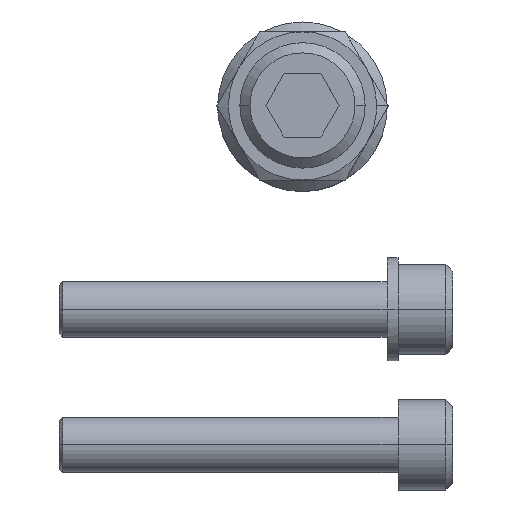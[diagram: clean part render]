
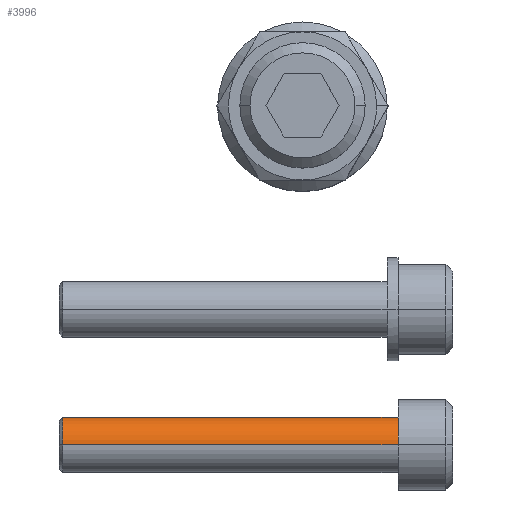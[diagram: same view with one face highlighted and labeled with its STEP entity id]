
A CAD part, top view. The second image highlights one B-rep face of the part: STEP entity #3996.
In plain terms, the highlighted cylindrical face has radius 2.083 mm (diameter 4.166 mm), a partial arc.
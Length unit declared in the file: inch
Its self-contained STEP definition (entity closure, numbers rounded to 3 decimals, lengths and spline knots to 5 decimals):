
#106 = VERTEX_POINT ( 'NONE', #4154 ) ;
#117 = VERTEX_POINT ( 'NONE', #4107 ) ;
#137 = VERTEX_POINT ( 'NONE', #4168 ) ;
#155 = VERTEX_POINT ( 'NONE', #4204 ) ;
#1620 = EDGE_CURVE ( 'NONE', #117, #106, #3305, .T. ) ;
#1621 = EDGE_CURVE ( 'NONE', #137, #117, #3556, .T. ) ;
#1630 = EDGE_CURVE ( 'NONE', #106, #155, #3397, .T. ) ;
#1675 = EDGE_CURVE ( 'NONE', #137, #155, #3692, .T. ) ;
#1705 = DIRECTION ( 'NONE',  ( 0., 0., 1. ) ) ;
#1732 = CARTESIAN_POINT ( 'NONE',  ( 0., 0., -1.1615 ) ) ;
#1807 = DIRECTION ( 'NONE',  ( 1., 0., 0. ) ) ;
#1938 = AXIS2_PLACEMENT_3D ( 'NONE', #4140, #4008, #4011 ) ;
#1941 = AXIS2_PLACEMENT_3D ( 'NONE', #4075, #4074, #4128 ) ;
#2100 = AXIS2_PLACEMENT_3D ( 'NONE', #1732, #1705, #1807 ) ;
#2383 = EDGE_LOOP ( 'NONE', ( #2447, #2446, #2419, #2442 ) ) ;
#2419 = ORIENTED_EDGE ( 'NONE', *, *, #1630, .T. ) ;
#2442 = ORIENTED_EDGE ( 'NONE', *, *, #1675, .F. ) ;
#2446 = ORIENTED_EDGE ( 'NONE', *, *, #1620, .T. ) ;
#2447 = ORIENTED_EDGE ( 'NONE', *, *, #1621, .T. ) ;
#2749 = CYLINDRICAL_SURFACE ( 'NONE', #2100, 0.082 ) ;
#2864 = FACE_OUTER_BOUND ( 'NONE', #2383, .T. ) ;
#3305 = LINE ( 'NONE', #4009, #3385 ) ;
#3385 = VECTOR ( 'NONE', #4052, 39.37008 ) ;
#3397 = CIRCLE ( 'NONE', #1938, 0.082 ) ;
#3513 = VECTOR ( 'NONE', #4184, 39.37008 ) ;
#3556 = CIRCLE ( 'NONE', #1941, 0.082 ) ;
#3692 = LINE ( 'NONE', #4061, #3513 ) ;
#3996 = ADVANCED_FACE ( 'Face1', ( #2864 ), #2749, .T. ) ;
#4008 = DIRECTION ( 'NONE',  ( 0., 0., -1. ) ) ;
#4009 = CARTESIAN_POINT ( 'NONE',  ( -0.082, 0., -1.1615 ) ) ;
#4011 = DIRECTION ( 'NONE',  ( 1., 0., 0. ) ) ;
#4052 = DIRECTION ( 'NONE',  ( 0., 0., 1. ) ) ;
#4061 = CARTESIAN_POINT ( 'NONE',  ( 0.082, 0., -1.1615 ) ) ;
#4074 = DIRECTION ( 'NONE',  ( 0., 0., 1. ) ) ;
#4075 = CARTESIAN_POINT ( 'NONE',  ( 0., 0., -1.1515 ) ) ;
#4107 = CARTESIAN_POINT ( 'NONE',  ( -0.082, 0., -1.1515 ) ) ;
#4128 = DIRECTION ( 'NONE',  ( -1., 0., 0. ) ) ;
#4140 = CARTESIAN_POINT ( 'NONE',  ( 0., 0., -0.1615 ) ) ;
#4154 = CARTESIAN_POINT ( 'NONE',  ( -0.082, 0., -0.1615 ) ) ;
#4168 = CARTESIAN_POINT ( 'NONE',  ( 0.082, 0., -1.1515 ) ) ;
#4184 = DIRECTION ( 'NONE',  ( 0., 0., 1. ) ) ;
#4204 = CARTESIAN_POINT ( 'NONE',  ( 0.082, 0., -0.1615 ) ) ;
